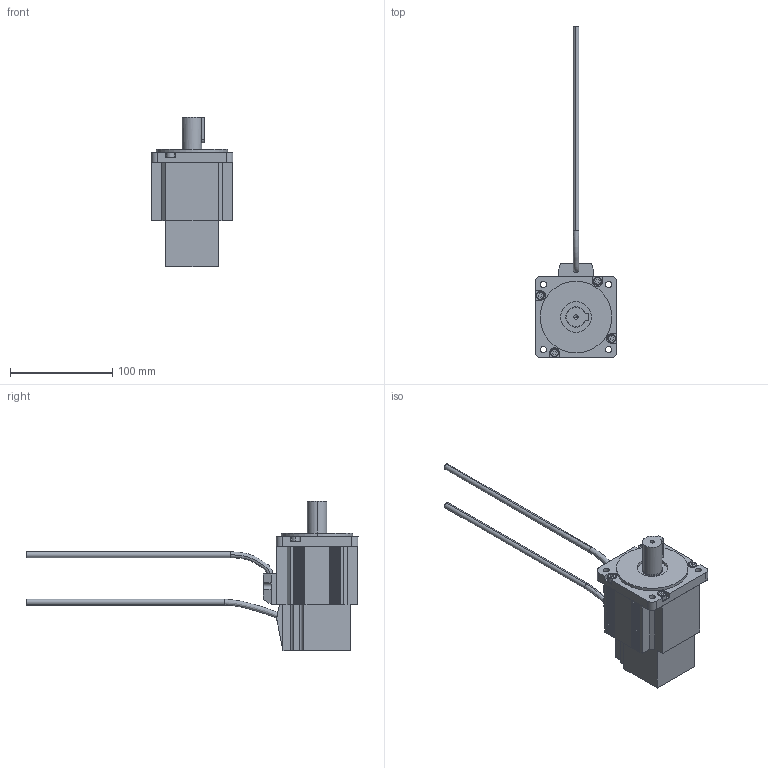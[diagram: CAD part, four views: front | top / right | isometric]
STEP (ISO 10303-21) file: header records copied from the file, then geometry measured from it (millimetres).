
FILE_DESCRIPTION (( 'STEP AP214' ), '1' );
FILE_NAME ('HPM80-01-48-01 Rev A.STEP', '2018-12-12T12:58:17', ( '' ), ( '' ), 'SwSTEP 2.0', 'SolidWorks 2016', '' );
FILE_SCHEMA (( 'AUTOMOTIVE_DESIGN' ));
Length unit declared in the file: millimetre
Products named in the file (1): HPM80-01-48-01 Rev A
Bounding box: 80 x 324.55 x 146 mm (x, y, z)
Volume: 568328.6 mm3; surface area: 61901.3 mm2
Topology: 1 solids, 1 shells, 265 faces, 724 edges, 475 vertices
Faces by surface type: plane 205, cylinder 44, cone 10, bspline 6
Entity records: 10100 total; most frequent: CARTESIAN_POINT 2223, ORIENTED_EDGE 1444, DIRECTION 1333, EDGE_CURVE 722, LINE 611, VECTOR 611, VERTEX_POINT 475, AXIS2_PLACEMENT_3D 361
